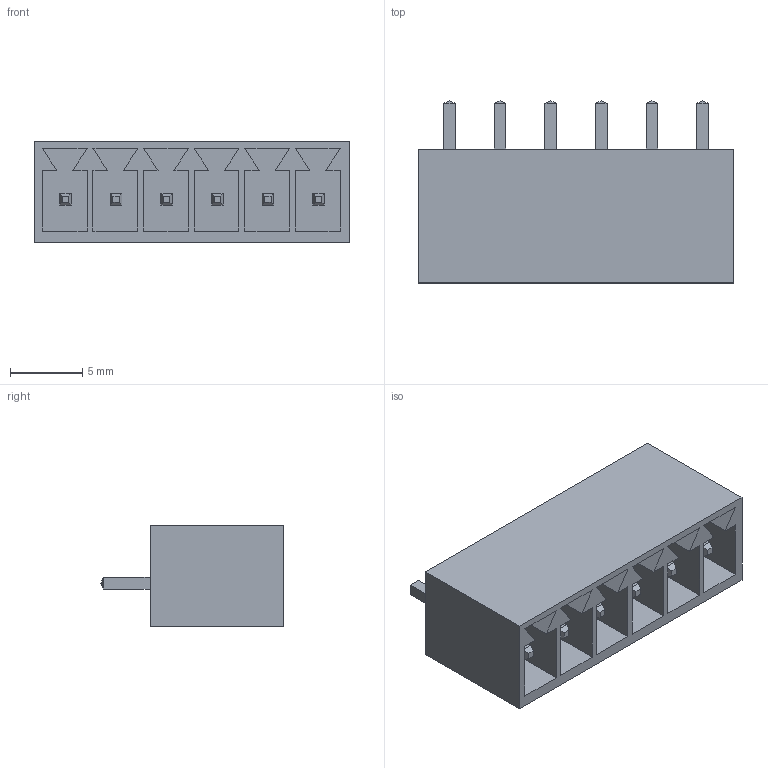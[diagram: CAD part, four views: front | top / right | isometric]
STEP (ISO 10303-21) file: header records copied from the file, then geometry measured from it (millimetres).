
FILE_DESCRIPTION (( 'STEP AP214' ), '1' );
FILE_NAME ('15EDGVC-3.5-06P.STEP', '2023-02-06T10:49:08', ( '' ), ( '' ), 'SwSTEP 2.0', 'SolidWorks 2019', '' );
FILE_SCHEMA (( 'AUTOMOTIVE_DESIGN' ));
Length unit declared in the file: millimetre
Products named in the file (1): 15EDGVC-3.5-06P
Bounding box: 21.8 x 12.6 x 7 mm (x, y, z)
Volume: 759.8 mm3; surface area: 1857.4 mm2
Topology: 1 solids, 1 shells, 162 faces, 372 edges, 230 vertices
Faces by surface type: plane 162
Entity records: 5560 total; most frequent: CARTESIAN_POINT 765, ORIENTED_EDGE 744, DIRECTION 698, VECTOR 372, EDGE_CURVE 372, LINE 372, VERTEX_POINT 230, EDGE_LOOP 180
